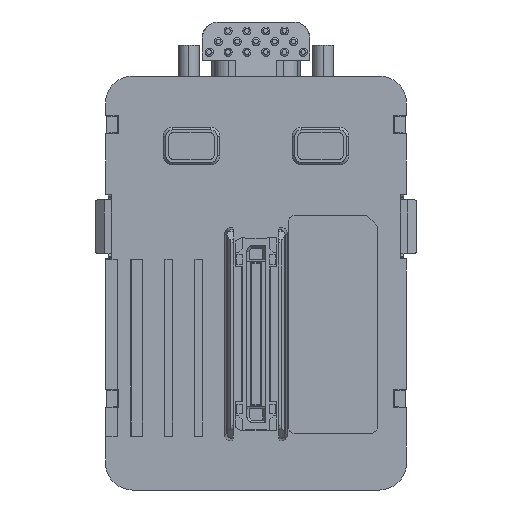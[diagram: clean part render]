
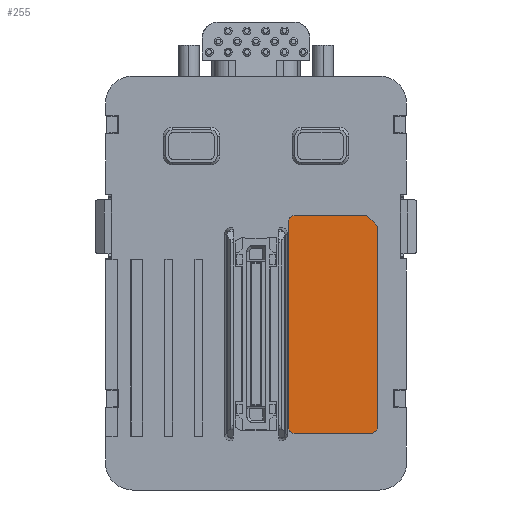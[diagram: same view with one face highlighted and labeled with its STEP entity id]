
A CAD part, front view. The second image highlights one B-rep face of the part: STEP entity #255.
In plain terms, the highlighted planar face has unit normal (0, -1, 0).
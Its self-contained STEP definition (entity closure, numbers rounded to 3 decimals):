
#255=ADVANCED_FACE('',(#2020),#2021,.T.);
#2020=FACE_OUTER_BOUND('',#5240,.T.);
#2021=PLANE('',#5241);
#5240=EDGE_LOOP('',(#10536,#10537,#10538,#10539,#10540,#10541,#10542,#10543));
#5241=AXIS2_PLACEMENT_3D('',#10544,#10545,#10546);
#10536=ORIENTED_EDGE('',*,*,#22837,.T.);
#10537=ORIENTED_EDGE('',*,*,#22838,.T.);
#10538=ORIENTED_EDGE('',*,*,#22839,.T.);
#10539=ORIENTED_EDGE('',*,*,#22840,.T.);
#10540=ORIENTED_EDGE('',*,*,#22841,.T.);
#10541=ORIENTED_EDGE('',*,*,#22842,.T.);
#10542=ORIENTED_EDGE('',*,*,#22843,.T.);
#10543=ORIENTED_EDGE('',*,*,#22844,.T.);
#10544=CARTESIAN_POINT('',(0.0,0.3,0.0));
#10545=DIRECTION('',(0.0,-1.0,0.0));
#10546=DIRECTION('',(0.0,0.0,-1.0));
#22837=EDGE_CURVE('',#27676,#27677,#27678,.T.);
#22838=EDGE_CURVE('',#27677,#27679,#27680,.T.);
#22839=EDGE_CURVE('',#27679,#27681,#27682,.T.);
#22840=EDGE_CURVE('',#27681,#27683,#27684,.T.);
#22841=EDGE_CURVE('',#27683,#27685,#27686,.T.);
#22842=EDGE_CURVE('',#27685,#27687,#27688,.T.);
#22843=EDGE_CURVE('',#27687,#27689,#27690,.T.);
#22844=EDGE_CURVE('',#27689,#27676,#27691,.T.);
#27676=VERTEX_POINT('',#35247);
#27677=VERTEX_POINT('',#35248);
#27678=LINE('',#35249,#35250);
#27679=VERTEX_POINT('',#35251);
#27680=LINE('',#35252,#35253);
#27681=VERTEX_POINT('',#35254);
#27682=CIRCLE('',#35255,1.3);
#27683=VERTEX_POINT('',#35256);
#27684=LINE('',#35257,#35258);
#27685=VERTEX_POINT('',#35259);
#27686=CIRCLE('',#35260,1.3);
#27687=VERTEX_POINT('',#35261);
#27688=LINE('',#35262,#35263);
#27689=VERTEX_POINT('',#35264);
#27690=CIRCLE('',#35265,1.3);
#27691=LINE('',#35266,#35267);
#35247=CARTESIAN_POINT('',(22.6,0.3,-27.9));
#35248=CARTESIAN_POINT('',(20.6,0.3,-25.9));
#35249=CARTESIAN_POINT('',(22.6,0.3,-27.9));
#35250=VECTOR('',#45649,2.828);
#35251=CARTESIAN_POINT('',(7.3,0.3,-25.9));
#35252=CARTESIAN_POINT('',(20.6,0.3,-25.9));
#35253=VECTOR('',#45650,13.3);
#35254=CARTESIAN_POINT('',(6.0,0.3,-27.2));
#35255=AXIS2_PLACEMENT_3D('',#45651,#45652,#45653);
#35256=CARTESIAN_POINT('',(6.0,0.3,-65.2));
#35257=CARTESIAN_POINT('',(6.0,0.3,-27.2));
#35258=VECTOR('',#45654,38.0);
#35259=CARTESIAN_POINT('',(7.3,0.3,-66.5));
#35260=AXIS2_PLACEMENT_3D('',#45655,#45656,#45657);
#35261=CARTESIAN_POINT('',(21.3,0.3,-66.5));
#35262=CARTESIAN_POINT('',(7.3,0.3,-66.5));
#35263=VECTOR('',#45658,14.0);
#35264=CARTESIAN_POINT('',(22.6,0.3,-65.2));
#35265=AXIS2_PLACEMENT_3D('',#45659,#45660,#45661);
#35266=CARTESIAN_POINT('',(22.6,0.3,-65.2));
#35267=VECTOR('',#45662,37.3);
#45649=DIRECTION('',(-0.707,0.0,0.707));
#45650=DIRECTION('',(-1.0,0.0,0.0));
#45651=CARTESIAN_POINT('',(7.3,0.3,-27.2));
#45652=DIRECTION('',(0.0,-1.0,0.0));
#45653=DIRECTION('',(0.0,0.0,1.0));
#45654=DIRECTION('',(0.0,0.0,-1.0));
#45655=CARTESIAN_POINT('',(7.3,0.3,-65.2));
#45656=DIRECTION('',(0.0,-1.0,0.0));
#45657=DIRECTION('',(-1.0,0.0,0.0));
#45658=DIRECTION('',(1.0,0.0,0.0));
#45659=CARTESIAN_POINT('',(21.3,0.3,-65.2));
#45660=DIRECTION('',(0.0,-1.0,0.0));
#45661=DIRECTION('',(0.0,0.0,-1.0));
#45662=DIRECTION('',(0.0,0.0,1.0));
